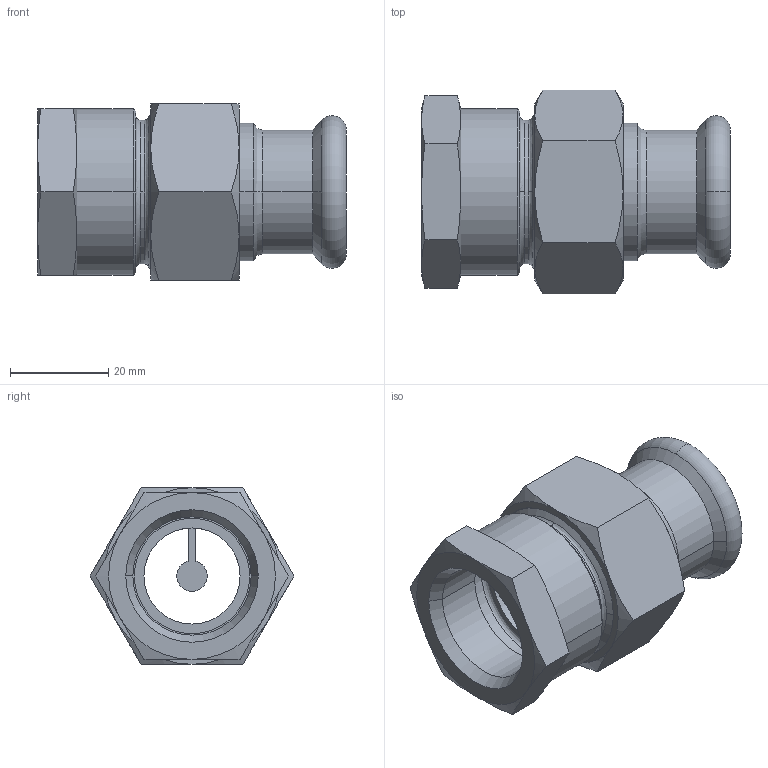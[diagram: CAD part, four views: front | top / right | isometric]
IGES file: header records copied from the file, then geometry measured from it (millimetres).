
Global section: file name: No Iges File Name specified; native system: Autodesk Inventor 2011; preprocessor: AutoDesk Inventor Iges Exporter R2011; author: bruh; date: 20110606.151241; units: millimetre
Bounding box: 63 x 41.57 x 36 mm (x, y, z)
Volume: 25186.7 mm3; surface area: 15968.9 mm2
Topology: 2 solids, 2 shells, 117 faces, 282 edges, 176 vertices
Faces by surface type: cone 32, revolution 28, plane 26, bspline 16, cylinder 11, torus 4
